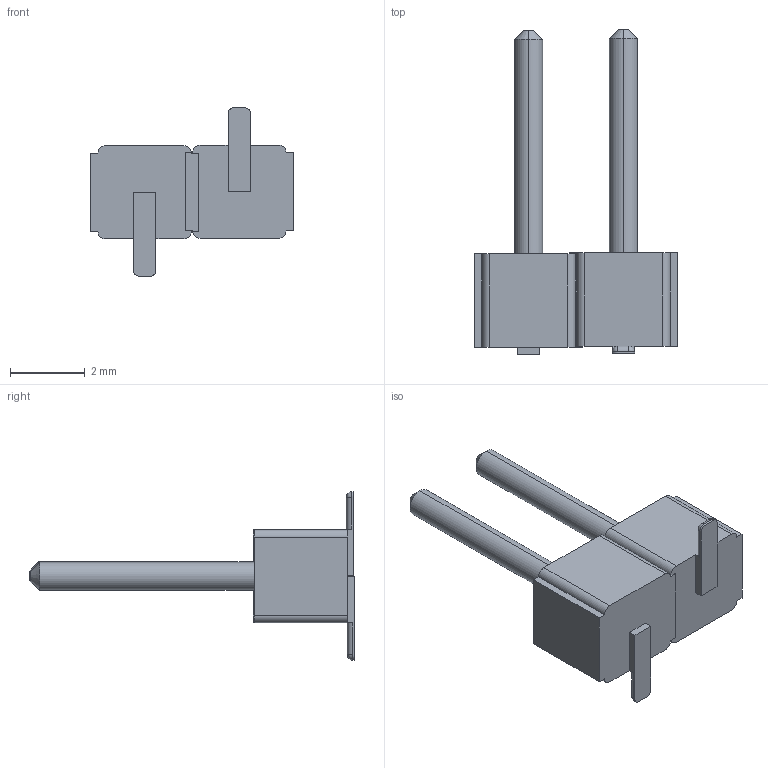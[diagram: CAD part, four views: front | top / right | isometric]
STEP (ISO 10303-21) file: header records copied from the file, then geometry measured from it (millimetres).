
FILE_DESCRIPTION (( 'STEP AP214' ), '1' );
FILE_NAME ('1x2SMD.STEP', '2019-06-16T20:27:42', ( '' ), ( '' ), 'SwSTEP 2.0', 'SolidWorks 2016', '' );
FILE_SCHEMA (( 'AUTOMOTIVE_DESIGN' ));
Length unit declared in the file: millimetre
Products named in the file (2): 1x2SMD; 1x14smd
Assembly tree (2 placements, depth 2):
  1x2SMD
    1x14smd  x2
Bounding box: 5.44 x 8.73 x 4.52 mm (x, y, z)
Volume: 40.9 mm3; surface area: 112.2 mm2
Topology: 2 solids, 2 shells, 64 faces, 162 edges, 100 vertices
Faces by surface type: plane 34, cylinder 22, cone 4, sphere 4
Entity records: 1325 total; most frequent: DIRECTION 177, CARTESIAN_POINT 166, ORIENTED_EDGE 158, EDGE_CURVE 79, AXIS2_PLACEMENT_3D 61, LINE 55, VECTOR 55, VERTEX_POINT 50
